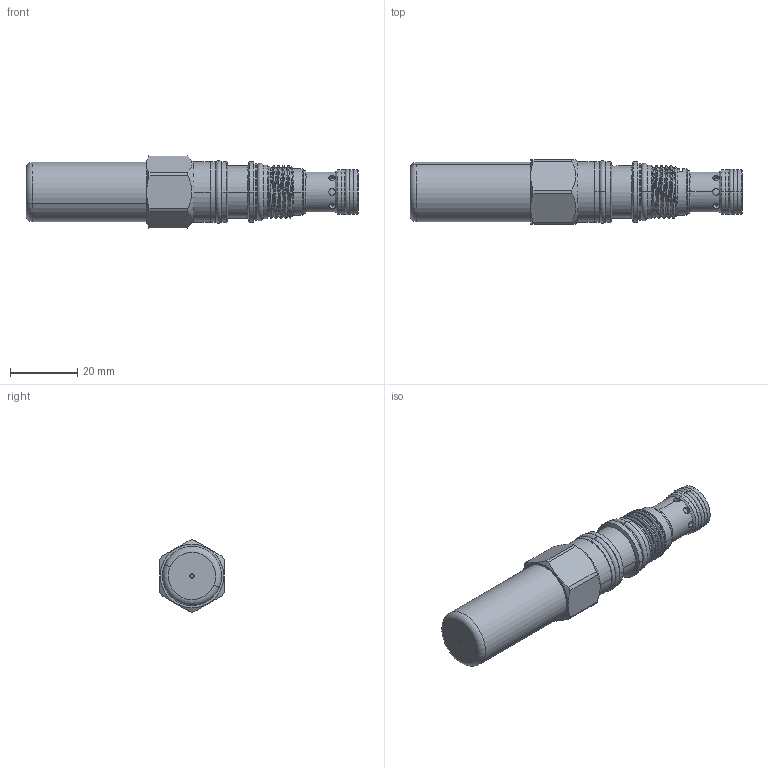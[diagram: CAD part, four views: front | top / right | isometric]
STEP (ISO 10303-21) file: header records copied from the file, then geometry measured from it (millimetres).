
FILE_DESCRIPTION (( 'STEP AP203' ), '1' );
FILE_NAME ('PB163A30-C.STEP', '2024-06-03T05:56:59', ( '' ), ( '' ), 'SwSTEP 2.0', 'SolidWorks 2018', '' );
FILE_SCHEMA (( 'CONFIG_CONTROL_DESIGN' ));
Length unit declared in the file: millimetre
Products named in the file (1): PB163A30-C
Bounding box: 98.58 x 19.05 x 21.4 mm (x, y, z)
Volume: 21620.1 mm3; surface area: 6691.5 mm2
Topology: 1 solids, 1 shells, 195 faces, 463 edges, 288 vertices
Faces by surface type: cylinder 108, plane 32, cone 29, torus 23, bspline 3
Entity records: 7650 total; most frequent: CARTESIAN_POINT 3150, DIRECTION 941, ORIENTED_EDGE 926, EDGE_CURVE 463, AXIS2_PLACEMENT_3D 404, VERTEX_POINT 288, EDGE_LOOP 217, CIRCLE 211
